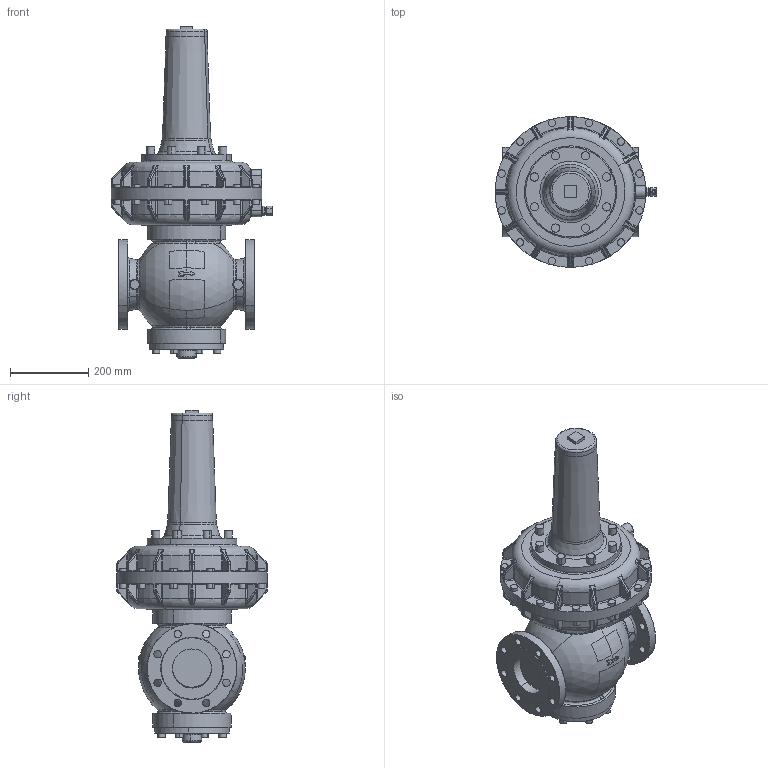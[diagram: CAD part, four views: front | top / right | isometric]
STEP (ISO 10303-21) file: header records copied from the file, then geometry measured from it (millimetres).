
FILE_DESCRIPTION(('CATIA V5 STEP Exchange'),'2;1');
FILE_NAME('R101 DN100 385 ANSI.stp','2023-05-11T13:00:53+00:00',('none'),('none'),'CATIA Version 5-6 Release 2018 SP2','CATIA V5 STEP AP203','none');
FILE_SCHEMA(('CONFIG_CONTROL_DESIGN'));
Products named in the file (1): Product5
Assembly tree (2 placements, depth 2):
  Product5
    #57
    #60010
Bounding box: 412.8 x 385 x 849 mm (x, y, z)
Volume: 34228958.5 mm3; surface area: 1097992.9 mm2
Topology: 3 solids, 22 shells, 1372 faces, 3377 edges, 2032 vertices
Faces by surface type: cylinder 493, torus 288, plane 230, bspline 219, sphere 71, cone 71
Entity records: 62076 total; most frequent: CARTESIAN_POINT 35147, ORIENTED_EDGE 6594, DIRECTION 3526, EDGE_CURVE 3297, AXIS2_PLACEMENT_3D 2079, VERTEX_POINT 2032, EDGE_LOOP 1475, CIRCLE 1406
